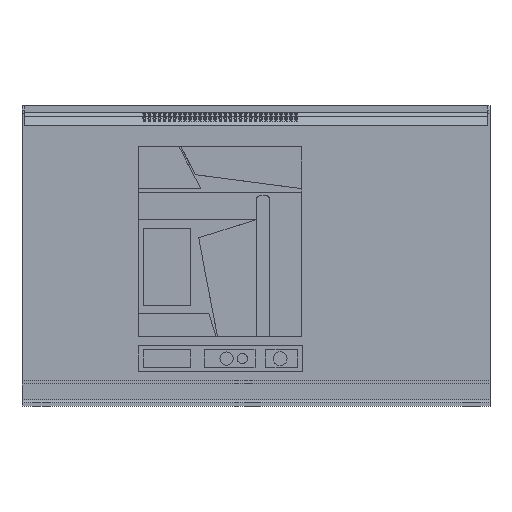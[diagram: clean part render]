
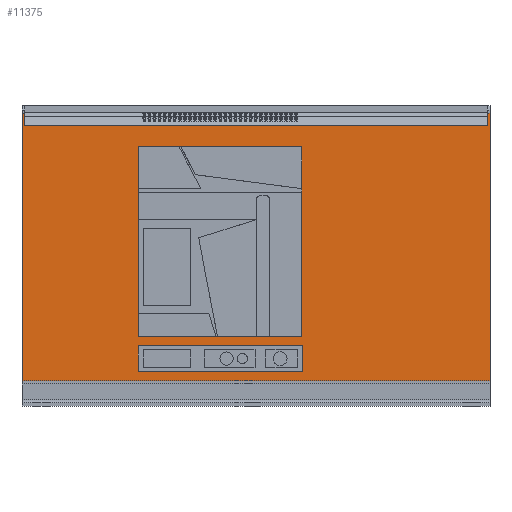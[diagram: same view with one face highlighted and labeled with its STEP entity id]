
A CAD part, top view. The second image highlights one B-rep face of the part: STEP entity #11375.
In plain terms, the highlighted planar face has unit normal (0, 0, 1).
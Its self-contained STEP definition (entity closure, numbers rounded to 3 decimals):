
#289 = EDGE_CURVE ( 'NONE', #2098, #14714, #3376, .T. ) ;
#733 = VECTOR ( 'NONE', #17218, 1000. ) ;
#1423 = VERTEX_POINT ( 'NONE', #17335 ) ;
#1601 = VERTEX_POINT ( 'NONE', #9099 ) ;
#1740 = VECTOR ( 'NONE', #6479, 1000. ) ;
#1777 = FACE_BOUND ( 'NONE', #4647, .T. ) ;
#1814 = CARTESIAN_POINT ( 'NONE',  ( -370., 0., 0. ) ) ;
#2098 = VERTEX_POINT ( 'NONE', #10902 ) ;
#2307 = ORIENTED_EDGE ( 'NONE', *, *, #22253, .F. ) ;
#2392 = VERTEX_POINT ( 'NONE', #7644 ) ;
#2516 = CARTESIAN_POINT ( 'NONE',  ( -185.5, 70., 0. ) ) ;
#2580 = LINE ( 'NONE', #1814, #17914 ) ;
#2630 = LINE ( 'NONE', #18409, #5797 ) ;
#2900 = VECTOR ( 'NONE', #17412, 1000. ) ;
#2999 = DIRECTION ( 'NONE',  ( 0., 1., 0. ) ) ;
#3067 = VERTEX_POINT ( 'NONE', #6476 ) ;
#3376 = LINE ( 'NONE', #12193, #3928 ) ;
#3467 = CARTESIAN_POINT ( 'NONE',  ( 370., 0., 0. ) ) ;
#3527 = CARTESIAN_POINT ( 'NONE',  ( 366., 402.873, 0. ) ) ;
#3602 = DIRECTION ( 'NONE',  ( -1., 0., 0. ) ) ;
#3622 = VERTEX_POINT ( 'NONE', #7236 ) ;
#3892 = LINE ( 'NONE', #5618, #20780 ) ;
#3928 = VECTOR ( 'NONE', #17230, 1000. ) ;
#4219 = LINE ( 'NONE', #16694, #12991 ) ;
#4311 = EDGE_CURVE ( 'NONE', #1601, #15678, #12200, .T. ) ;
#4578 = ORIENTED_EDGE ( 'NONE', *, *, #15016, .T. ) ;
#4647 = EDGE_LOOP ( 'NONE', ( #13389, #13915, #11845, #18755 ) ) ;
#4768 = VERTEX_POINT ( 'NONE', #17424 ) ;
#4935 = CARTESIAN_POINT ( 'NONE',  ( -370., 423., 0. ) ) ;
#5173 = LINE ( 'NONE', #4935, #6278 ) ;
#5288 = EDGE_CURVE ( 'NONE', #14714, #16374, #2630, .T. ) ;
#5556 = DIRECTION ( 'NONE',  ( 0., 0., -1. ) ) ;
#5618 = CARTESIAN_POINT ( 'NONE',  ( -472.182, 402.873, 0. ) ) ;
#5797 = VECTOR ( 'NONE', #16258, 1000. ) ;
#5878 = EDGE_CURVE ( 'NONE', #12990, #4768, #10231, .T. ) ;
#5911 = ORIENTED_EDGE ( 'NONE', *, *, #20967, .F. ) ;
#5920 = VECTOR ( 'NONE', #10773, 1000. ) ;
#6278 = VECTOR ( 'NONE', #20721, 1000. ) ;
#6476 = CARTESIAN_POINT ( 'NONE',  ( 370., 423., 0. ) ) ;
#6479 = DIRECTION ( 'NONE',  ( 0., -1., 0. ) ) ;
#6614 = EDGE_CURVE ( 'NONE', #8639, #21301, #7400, .T. ) ;
#6624 = ORIENTED_EDGE ( 'NONE', *, *, #19286, .T. ) ;
#6637 = VECTOR ( 'NONE', #17369, 1000. ) ;
#6702 = EDGE_LOOP ( 'NONE', ( #2307, #5911, #19644, #16262 ) ) ;
#6935 = FACE_OUTER_BOUND ( 'NONE', #12339, .T. ) ;
#7189 = CARTESIAN_POINT ( 'NONE',  ( -370., 0., 0. ) ) ;
#7236 = CARTESIAN_POINT ( 'NONE',  ( -370., 423., 0. ) ) ;
#7276 = PLANE ( 'NONE',  #9008 ) ;
#7396 = EDGE_CURVE ( 'NONE', #2392, #2098, #10782, .T. ) ;
#7400 = LINE ( 'NONE', #14371, #13831 ) ;
#7644 = CARTESIAN_POINT ( 'NONE',  ( 72.5, 370., 0. ) ) ;
#7870 = EDGE_CURVE ( 'NONE', #15077, #1423, #4219, .T. ) ;
#8096 = CARTESIAN_POINT ( 'NONE',  ( 72.5, 70., 0. ) ) ;
#8427 = CARTESIAN_POINT ( 'NONE',  ( -366., 402.873, 0. ) ) ;
#8639 = VERTEX_POINT ( 'NONE', #19926 ) ;
#8882 = VECTOR ( 'NONE', #12393, 1000. ) ;
#9008 = AXIS2_PLACEMENT_3D ( 'NONE', #14250, #5556, #3602 ) ;
#9099 = CARTESIAN_POINT ( 'NONE',  ( -366., 423., 0. ) ) ;
#9521 = VECTOR ( 'NONE', #10452, 1000. ) ;
#9889 = ORIENTED_EDGE ( 'NONE', *, *, #7870, .T. ) ;
#10164 = CARTESIAN_POINT ( 'NONE',  ( -370., 423., 0. ) ) ;
#10231 = LINE ( 'NONE', #12181, #733 ) ;
#10233 = CARTESIAN_POINT ( 'NONE',  ( 73.5, 15., 0. ) ) ;
#10452 = DIRECTION ( 'NONE',  ( 0., 1., 0. ) ) ;
#10773 = DIRECTION ( 'NONE',  ( -1., 0., 0. ) ) ;
#10782 = LINE ( 'NONE', #17753, #2900 ) ;
#10902 = CARTESIAN_POINT ( 'NONE',  ( -185.5, 370., 0. ) ) ;
#11102 = DIRECTION ( 'NONE',  ( 1., 0., 0. ) ) ;
#11375 = ADVANCED_FACE ( 'NONE', ( #1777, #6935, #19164 ), #7276, .F. ) ;
#11480 = CARTESIAN_POINT ( 'NONE',  ( 72.5, 70., 0. ) ) ;
#11845 = ORIENTED_EDGE ( 'NONE', *, *, #15557, .F. ) ;
#12000 = LINE ( 'NONE', #10164, #17599 ) ;
#12181 = CARTESIAN_POINT ( 'NONE',  ( 73.5, 55., 0. ) ) ;
#12193 = CARTESIAN_POINT ( 'NONE',  ( -185.5, 70., 0. ) ) ;
#12200 = LINE ( 'NONE', #8427, #1740 ) ;
#12339 = EDGE_LOOP ( 'NONE', ( #12971, #19582, #21316, #4578, #9889, #6624, #16899, #14950 ) ) ;
#12393 = DIRECTION ( 'NONE',  ( 0., -1., 0. ) ) ;
#12466 = LINE ( 'NONE', #21028, #6637 ) ;
#12618 = VERTEX_POINT ( 'NONE', #15328 ) ;
#12971 = ORIENTED_EDGE ( 'NONE', *, *, #13593, .F. ) ;
#12990 = VERTEX_POINT ( 'NONE', #10233 ) ;
#12991 = VECTOR ( 'NONE', #11102, 1000. ) ;
#13303 = LINE ( 'NONE', #11480, #14642 ) ;
#13389 = ORIENTED_EDGE ( 'NONE', *, *, #289, .F. ) ;
#13593 = EDGE_CURVE ( 'NONE', #15678, #21301, #3892, .T. ) ;
#13831 = VECTOR ( 'NONE', #18143, 1000. ) ;
#13886 = CARTESIAN_POINT ( 'NONE',  ( -186.5, 55., 0. ) ) ;
#13915 = ORIENTED_EDGE ( 'NONE', *, *, #7396, .F. ) ;
#13972 = CARTESIAN_POINT ( 'NONE',  ( -366., 402.873, 0. ) ) ;
#14250 = CARTESIAN_POINT ( 'NONE',  ( 0., 0., 0. ) ) ;
#14316 = LINE ( 'NONE', #14542, #5920 ) ;
#14371 = CARTESIAN_POINT ( 'NONE',  ( 366., 402.873, 0. ) ) ;
#14542 = CARTESIAN_POINT ( 'NONE',  ( -186.5, 55., 0. ) ) ;
#14642 = VECTOR ( 'NONE', #2999, 1000. ) ;
#14714 = VERTEX_POINT ( 'NONE', #2516 ) ;
#14950 = ORIENTED_EDGE ( 'NONE', *, *, #6614, .T. ) ;
#15016 = EDGE_CURVE ( 'NONE', #3622, #15077, #2580, .T. ) ;
#15077 = VERTEX_POINT ( 'NONE', #7189 ) ;
#15328 = CARTESIAN_POINT ( 'NONE',  ( -186.5, 55., 0. ) ) ;
#15557 = EDGE_CURVE ( 'NONE', #16374, #2392, #13303, .T. ) ;
#15678 = VERTEX_POINT ( 'NONE', #13972 ) ;
#16258 = DIRECTION ( 'NONE',  ( 1., 0., 0. ) ) ;
#16262 = ORIENTED_EDGE ( 'NONE', *, *, #18397, .F. ) ;
#16374 = VERTEX_POINT ( 'NONE', #8096 ) ;
#16694 = CARTESIAN_POINT ( 'NONE',  ( 370., 0., 0. ) ) ;
#16899 = ORIENTED_EDGE ( 'NONE', *, *, #20882, .F. ) ;
#17218 = DIRECTION ( 'NONE',  ( 0., 1., 0. ) ) ;
#17230 = DIRECTION ( 'NONE',  ( 0., -1., 0. ) ) ;
#17335 = CARTESIAN_POINT ( 'NONE',  ( 370., 0., 0. ) ) ;
#17369 = DIRECTION ( 'NONE',  ( 1., 0., 0. ) ) ;
#17412 = DIRECTION ( 'NONE',  ( -1., 0., 0. ) ) ;
#17424 = CARTESIAN_POINT ( 'NONE',  ( 73.5, 55., 0. ) ) ;
#17599 = VECTOR ( 'NONE', #21965, 1000. ) ;
#17753 = CARTESIAN_POINT ( 'NONE',  ( -185.5, 370., 0. ) ) ;
#17914 = VECTOR ( 'NONE', #21789, 1000. ) ;
#18143 = DIRECTION ( 'NONE',  ( 0., -1., 0. ) ) ;
#18199 = EDGE_CURVE ( 'NONE', #3622, #1601, #12000, .T. ) ;
#18397 = EDGE_CURVE ( 'NONE', #21427, #12990, #12466, .T. ) ;
#18409 = CARTESIAN_POINT ( 'NONE',  ( -185.5, 70., 0. ) ) ;
#18755 = ORIENTED_EDGE ( 'NONE', *, *, #5288, .F. ) ;
#19164 = FACE_BOUND ( 'NONE', #6702, .T. ) ;
#19242 = LINE ( 'NONE', #13886, #8882 ) ;
#19286 = EDGE_CURVE ( 'NONE', #1423, #3067, #20872, .T. ) ;
#19442 = CARTESIAN_POINT ( 'NONE',  ( -186.5, 15., 0. ) ) ;
#19564 = DIRECTION ( 'NONE',  ( 1., 0., 0. ) ) ;
#19582 = ORIENTED_EDGE ( 'NONE', *, *, #4311, .F. ) ;
#19644 = ORIENTED_EDGE ( 'NONE', *, *, #5878, .F. ) ;
#19926 = CARTESIAN_POINT ( 'NONE',  ( 366., 423., 0. ) ) ;
#20721 = DIRECTION ( 'NONE',  ( 1., 0., 0. ) ) ;
#20780 = VECTOR ( 'NONE', #19564, 1000. ) ;
#20872 = LINE ( 'NONE', #3467, #9521 ) ;
#20882 = EDGE_CURVE ( 'NONE', #8639, #3067, #5173, .T. ) ;
#20967 = EDGE_CURVE ( 'NONE', #4768, #12618, #14316, .T. ) ;
#21028 = CARTESIAN_POINT ( 'NONE',  ( -186.5, 15., 0. ) ) ;
#21301 = VERTEX_POINT ( 'NONE', #3527 ) ;
#21316 = ORIENTED_EDGE ( 'NONE', *, *, #18199, .F. ) ;
#21427 = VERTEX_POINT ( 'NONE', #19442 ) ;
#21789 = DIRECTION ( 'NONE',  ( 0., -1., 0. ) ) ;
#21965 = DIRECTION ( 'NONE',  ( 1., 0., 0. ) ) ;
#22253 = EDGE_CURVE ( 'NONE', #12618, #21427, #19242, .T. ) ;
